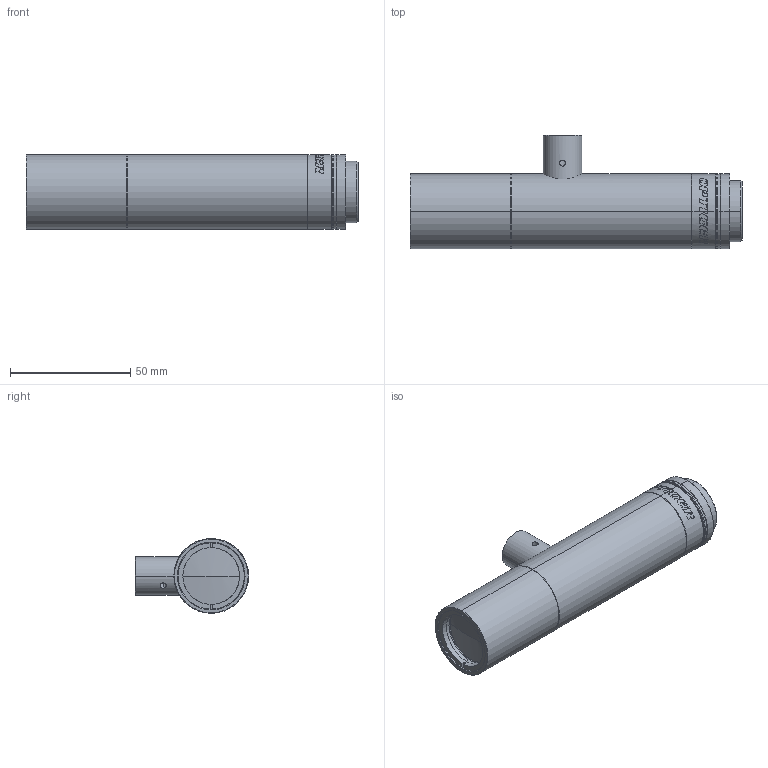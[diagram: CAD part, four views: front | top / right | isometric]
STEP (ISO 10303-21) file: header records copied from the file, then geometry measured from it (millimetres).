
FILE_DESCRIPTION (( 'STEP AP214' ), '1' );
FILE_NAME ('1110110-T 軞蚾芞.STEP', '2023-07-12T02:31:54', ( '' ), ( '' ), 'SwSTEP 2.0', 'SolidWorks 2022', '' );
FILE_SCHEMA (( 'AUTOMOTIVE_DESIGN' ));
Length unit declared in the file: millimetre
Products named in the file (19): O型圈2(φ16.5x1.2); O型圈1(φ24x1.5); GOJ1110110-008 路遠7; CLTL001 蹟恇揤遠耳31; CLTD001-2 菜え2; 1110110-T 軞蚾芞; GOL1110110-001 镜片1110110-1; CLTB001 标志环φ31_带LOGO; GOJ1110110-009 蹟恇遠1; CLTD001-3 菜え3; CLTD001-4 菜え4; GOJ1110110-010 蹟恇遠2; CLTD001-1 菜え1; GOL1110110-007 镜片1110110-7; GTOJ1840065-003嫖埭盓殤; 1110110-T嫖盄耀攜; GTOJ1110110-001翋极1-T; GOJ1110110-002 路遠1; GTOJ1110110-002翋极2-T
Assembly tree (18 placements, depth 2):
  1110110-T 軞蚾芞
    GOL1110110-001 镜片1110110-1
    GOL1110110-007 镜片1110110-7
    GTOJ1110110-001翋极1-T
    GTOJ1110110-002翋极2-T
    GOJ1110110-002 路遠1
    GOJ1110110-008 路遠7
    GOJ1110110-009 蹟恇遠1
    GOJ1110110-010 蹟恇遠2
    O型圈1(φ24x1.5)
    O型圈2(φ16.5x1.2)
    GTOJ1840065-003嫖埭盓殤
    CLTB001 标志环φ31_带LOGO
    CLTL001 蹟恇揤遠耳31
    CLTD001-1 菜え1
    CLTD001-2 菜え2  x2
    CLTD001-3 菜え3
    CLTD001-4 菜え4
  1110110-T嫖盄耀攜
Bounding box: 137.88 x 47 x 31 mm (x, y, z)
Volume: 68891.4 mm3; surface area: 38567.2 mm2
Topology: 18 solids, 18 shells, 288 faces, 812 edges, 586 vertices
Faces by surface type: cylinder 134, plane 70, cone 66, sphere 8, bspline 8, torus 2
Entity records: 11508 total; most frequent: CARTESIAN_POINT 2860, ORIENTED_EDGE 1600, DIRECTION 1553, EDGE_CURVE 800, AXIS2_PLACEMENT_3D 660, VERTEX_POINT 578, CIRCLE 365, EDGE_LOOP 346
